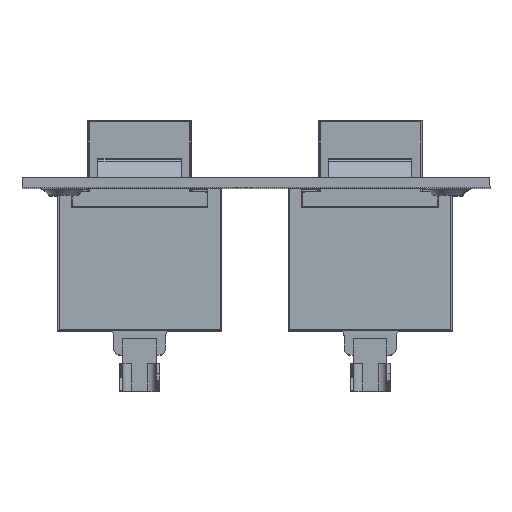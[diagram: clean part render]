
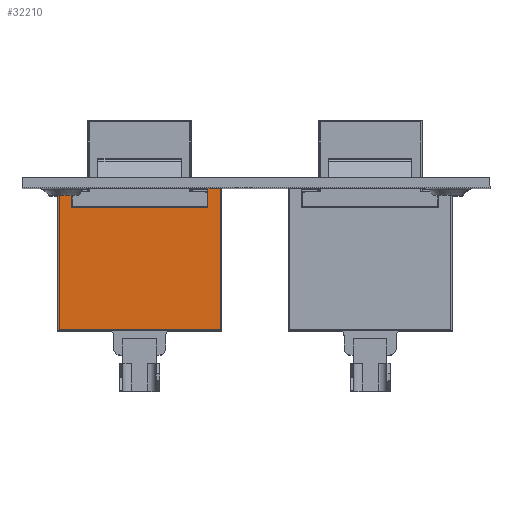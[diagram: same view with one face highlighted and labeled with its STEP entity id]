
A CAD part, top view. The second image highlights one B-rep face of the part: STEP entity #32210.
In plain terms, the highlighted face is planar.
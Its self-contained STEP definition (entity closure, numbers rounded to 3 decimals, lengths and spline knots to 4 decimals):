
#13021 = LINE ( 'NONE', #13040, #13039 ) ;
#13037 = CARTESIAN_POINT ( 'NONE',  ( -0.4125, 0.74, -0.47 ) ) ;
#13038 = DIRECTION ( 'NONE',  ( 0., 0., 1. ) ) ;
#13039 = VECTOR ( 'NONE', #13038, 39.3701 ) ;
#13040 = CARTESIAN_POINT ( 'NONE',  ( -0.4125, 0.74, 0.47 ) ) ;
#13041 = CARTESIAN_POINT ( 'NONE',  ( -0.4045, 0.74, -0.391 ) ) ;
#13135 = LINE ( 'NONE', #13141, #13140 ) ;
#13139 = DIRECTION ( 'NONE',  ( 0., 0., 1. ) ) ;
#13140 = VECTOR ( 'NONE', #13139, 39.3701 ) ;
#13141 = CARTESIAN_POINT ( 'NONE',  ( -0.4045, 0.74, -0.391 ) ) ;
#13183 = CARTESIAN_POINT ( 'NONE',  ( -0.4125, 0.74, -0.31 ) ) ;
#13285 = DIRECTION ( 'NONE',  ( 0., 0., 1. ) ) ;
#13286 = VECTOR ( 'NONE', #13285, 39.3701 ) ;
#13287 = CARTESIAN_POINT ( 'NONE',  ( -0.4125, 0.74, 0.47 ) ) ;
#13289 = LINE ( 'NONE', #13287, #13286 ) ;
#13299 = CARTESIAN_POINT ( 'NONE',  ( -0.4045, 0.74, -0.31 ) ) ;
#13597 = LINE ( 'NONE', #13600, #13631 ) ;
#13600 = CARTESIAN_POINT ( 'NONE',  ( -0.4125, 0.74, 0.47 ) ) ;
#13628 = CARTESIAN_POINT ( 'NONE',  ( -0.4125, 0.74, 0.47 ) ) ;
#13630 = DIRECTION ( 'NONE',  ( 1., 0., 0. ) ) ;
#13631 = VECTOR ( 'NONE', #13630, 39.3701 ) ;
#13729 = CARTESIAN_POINT ( 'NONE',  ( -0.4125, 0.74, 0.31 ) ) ;
#13838 = CARTESIAN_POINT ( 'NONE',  ( 0.4125, 0.74, 0.47 ) ) ;
#13879 = CARTESIAN_POINT ( 'NONE',  ( -0.2935, 0.74, 0.391 ) ) ;
#13887 = CARTESIAN_POINT ( 'NONE',  ( 0.4125, 0.74, -0.47 ) ) ;
#13919 = AXIS2_PLACEMENT_3D ( 'NONE', #13972, #13971, #13970 ) ;
#13930 = DIRECTION ( 'NONE',  ( 0., 0., 1. ) ) ;
#13931 = VECTOR ( 'NONE', #13930, 39.3701 ) ;
#13933 = DIRECTION ( 'NONE',  ( 1., 0., 0. ) ) ;
#13934 = VECTOR ( 'NONE', #13933, 39.3701 ) ;
#13935 = CARTESIAN_POINT ( 'NONE',  ( -0.2935, 0.74, 0.391 ) ) ;
#13941 = LINE ( 'NONE', #13935, #13934 ) ;
#13945 = CARTESIAN_POINT ( 'NONE',  ( -0.4045, 0.74, -0.391 ) ) ;
#13946 = LINE ( 'NONE', #13945, #13931 ) ;
#13955 = CARTESIAN_POINT ( 'NONE',  ( -0.4025, 0.74, 0.31 ) ) ;
#13956 = LINE ( 'NONE', #13955, #14052 ) ;
#13960 = DIRECTION ( 'NONE',  ( -1., 0., 0. ) ) ;
#13961 = VECTOR ( 'NONE', #13960, 39.3701 ) ;
#13970 = DIRECTION ( 'NONE',  ( 0., 0., -1. ) ) ;
#13971 = DIRECTION ( 'NONE',  ( 0., -1., 0. ) ) ;
#13972 = CARTESIAN_POINT ( 'NONE',  ( -0.4125, 0.74, -0.47 ) ) ;
#13973 = LINE ( 'NONE', #13975, #13961 ) ;
#13975 = CARTESIAN_POINT ( 'NONE',  ( -0.4125, 0.74, -0.47 ) ) ;
#13979 = CARTESIAN_POINT ( 'NONE',  ( -0.4045, 0.74, 0.391 ) ) ;
#13984 = FACE_OUTER_BOUND ( 'NONE', #32211, .T. ) ;
#13985 = PLANE ( 'NONE',  #13919 ) ;
#13999 = DIRECTION ( 'NONE',  ( 0., 0., -1. ) ) ;
#14000 = VECTOR ( 'NONE', #13999, 39.3701 ) ;
#14009 = CARTESIAN_POINT ( 'NONE',  ( -0.4045, 0.74, 0.31 ) ) ;
#14019 = CARTESIAN_POINT ( 'NONE',  ( 0.4125, 0.74, 0.47 ) ) ;
#14020 = LINE ( 'NONE', #14019, #14000 ) ;
#14051 = DIRECTION ( 'NONE',  ( -1., 0., 0. ) ) ;
#14052 = VECTOR ( 'NONE', #14051, 39.3701 ) ;
#14954 = CARTESIAN_POINT ( 'NONE',  ( -0.2935, 0.74, -0.391 ) ) ;
#14957 = LINE ( 'NONE', #14954, #14977 ) ;
#14977 = VECTOR ( 'NONE', #15087, 39.3701 ) ;
#15087 = DIRECTION ( 'NONE',  ( -1., 0., 0. ) ) ;
#15172 = DIRECTION ( 'NONE',  ( -1., 0., 0. ) ) ;
#15174 = VECTOR ( 'NONE', #15172, 39.3701 ) ;
#15176 = CARTESIAN_POINT ( 'NONE',  ( -0.4025, 0.74, -0.31 ) ) ;
#15177 = LINE ( 'NONE', #15176, #15174 ) ;
#15241 = DIRECTION ( 'NONE',  ( 0., 0., -1. ) ) ;
#15242 = VECTOR ( 'NONE', #15241, 39.3701 ) ;
#15243 = CARTESIAN_POINT ( 'NONE',  ( -0.2935, 0.74, -0.391 ) ) ;
#15244 = LINE ( 'NONE', #15243, #15242 ) ;
#15267 = CARTESIAN_POINT ( 'NONE',  ( -0.2935, 0.74, -0.391 ) ) ;
#32018 = EDGE_CURVE ( 'NONE', #32020, #32039, #13021, .T. ) ;
#32020 = VERTEX_POINT ( 'NONE', #13037 ) ;
#32026 = VERTEX_POINT ( 'NONE', #13041 ) ;
#32033 = EDGE_CURVE ( 'NONE', #32026, #32046, #13135, .T. ) ;
#32039 = VERTEX_POINT ( 'NONE', #13183 ) ;
#32046 = VERTEX_POINT ( 'NONE', #13299 ) ;
#32054 = EDGE_CURVE ( 'NONE', #32116, #32115, #13289, .T. ) ;
#32106 = EDGE_CURVE ( 'NONE', #32115, #32143, #13597, .T. ) ;
#32115 = VERTEX_POINT ( 'NONE', #13628 ) ;
#32116 = VERTEX_POINT ( 'NONE', #13729 ) ;
#32143 = VERTEX_POINT ( 'NONE', #13838 ) ;
#32155 = VERTEX_POINT ( 'NONE', #13879 ) ;
#32198 = VERTEX_POINT ( 'NONE', #13887 ) ;
#32199 = EDGE_CURVE ( 'NONE', #32212, #32155, #13941, .T. ) ;
#32203 = EDGE_CURVE ( 'NONE', #32226, #32212, #13946, .T. ) ;
#32210 = ADVANCED_FACE ( 'NONE', ( #13984 ), #13985, .F. ) ;
#32211 = EDGE_LOOP ( 'NONE', ( #32213, #32246, #32243, #32217, #32506, #32499, #32493, #32490, #32497, #32498, #32517, #32488 ) ) ;
#32212 = VERTEX_POINT ( 'NONE', #13979 ) ;
#32213 = ORIENTED_EDGE ( 'NONE', *, *, #32199, .F. ) ;
#32217 = ORIENTED_EDGE ( 'NONE', *, *, #32054, .T. ) ;
#32218 = EDGE_CURVE ( 'NONE', #32198, #32020, #13973, .T. ) ;
#32226 = VERTEX_POINT ( 'NONE', #14009 ) ;
#32230 = EDGE_CURVE ( 'NONE', #32143, #32198, #14020, .T. ) ;
#32243 = ORIENTED_EDGE ( 'NONE', *, *, #32245, .T. ) ;
#32245 = EDGE_CURVE ( 'NONE', #32226, #32116, #13956, .T. ) ;
#32246 = ORIENTED_EDGE ( 'NONE', *, *, #32203, .F. ) ;
#32488 = ORIENTED_EDGE ( 'NONE', *, *, #32516, .F. ) ;
#32490 = ORIENTED_EDGE ( 'NONE', *, *, #32018, .T. ) ;
#32491 = EDGE_CURVE ( 'NONE', #32515, #32026, #14957, .T. ) ;
#32492 = EDGE_CURVE ( 'NONE', #32046, #32039, #15177, .T. ) ;
#32493 = ORIENTED_EDGE ( 'NONE', *, *, #32218, .T. ) ;
#32497 = ORIENTED_EDGE ( 'NONE', *, *, #32492, .F. ) ;
#32498 = ORIENTED_EDGE ( 'NONE', *, *, #32033, .F. ) ;
#32499 = ORIENTED_EDGE ( 'NONE', *, *, #32230, .T. ) ;
#32506 = ORIENTED_EDGE ( 'NONE', *, *, #32106, .T. ) ;
#32515 = VERTEX_POINT ( 'NONE', #15267 ) ;
#32516 = EDGE_CURVE ( 'NONE', #32155, #32515, #15244, .T. ) ;
#32517 = ORIENTED_EDGE ( 'NONE', *, *, #32491, .F. ) ;
